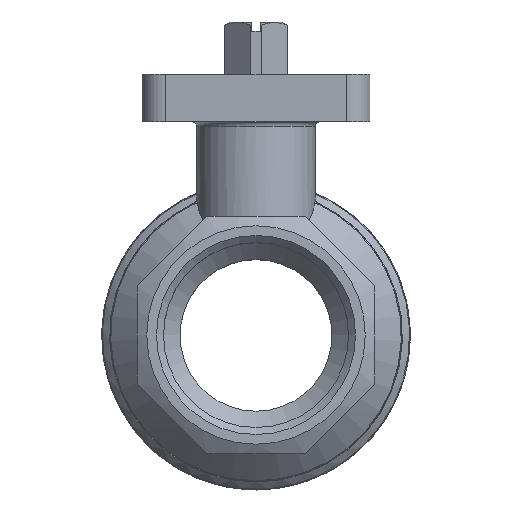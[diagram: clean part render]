
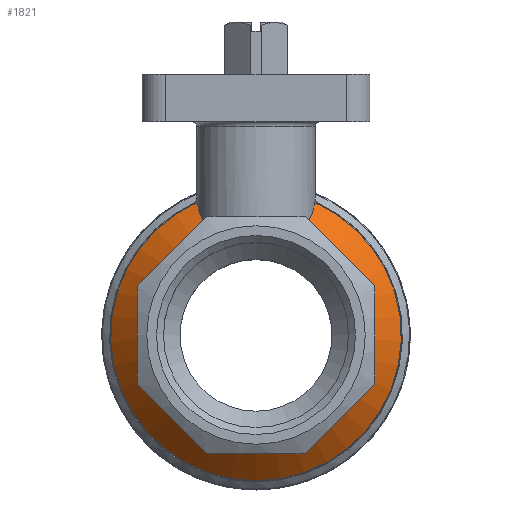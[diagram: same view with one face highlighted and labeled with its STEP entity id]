
A CAD part, top view. The second image highlights one B-rep face of the part: STEP entity #1821.
In plain terms, the highlighted conical face has half-angle 45 degrees and reference radius 24.396 mm.
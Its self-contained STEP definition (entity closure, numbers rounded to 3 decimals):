
#356=B_SPLINE_CURVE_WITH_KNOTS('',3,(#2978,#2979,#2980,#2981,#2982),
 .UNSPECIFIED.,.F.,.F.,(4,1,4),(0.001,0.005,
0.01),.UNSPECIFIED.);
#357=B_SPLINE_CURVE_WITH_KNOTS('',3,(#2984,#2985,#2986,#2987,#2988),
 .UNSPECIFIED.,.F.,.F.,(4,1,4),(0.001,0.005,
0.01),.UNSPECIFIED.);
#397=CONICAL_SURFACE('',#1982,24.396,0.785);
#613=ORIENTED_EDGE('',*,*,#1083,.F.);
#614=ORIENTED_EDGE('',*,*,#1082,.T.);
#615=ORIENTED_EDGE('',*,*,#1084,.F.);
#616=ORIENTED_EDGE('',*,*,#1085,.F.);
#1082=EDGE_CURVE('',#1307,#1308,#1418,.T.);
#1083=EDGE_CURVE('',#1307,#1309,#356,.T.);
#1084=EDGE_CURVE('',#1310,#1308,#357,.T.);
#1085=EDGE_CURVE('',#1309,#1310,#1419,.T.);
#1307=VERTEX_POINT('',#2970);
#1308=VERTEX_POINT('',#2975);
#1309=VERTEX_POINT('',#2983);
#1310=VERTEX_POINT('',#2989);
#1418=CIRCLE('',#1981,24.396);
#1419=CIRCLE('',#1983,30.604);
#1505=EDGE_LOOP('',(#613,#614,#615,#616));
#1655=FACE_BOUND('',#1505,.T.);
#1821=ADVANCED_FACE('',(#1655),#397,.T.);
#1981=AXIS2_PLACEMENT_3D('',#2976,#2322,#2323);
#1982=AXIS2_PLACEMENT_3D('',#2977,#2324,#2325);
#1983=AXIS2_PLACEMENT_3D('',#2990,#2326,#2327);
#2322=DIRECTION('',(0.,0.,-1.));
#2323=DIRECTION('',(-1.,0.,0.));
#2324=DIRECTION('',(0.,0.,-1.));
#2325=DIRECTION('',(-1.,0.,0.));
#2326=DIRECTION('',(0.,0.,-1.));
#2327=DIRECTION('',(-1.,0.,0.));
#2970=CARTESIAN_POINT('',(9.725,22.374,7.854));
#2975=CARTESIAN_POINT('',(-9.725,22.374,7.854));
#2976=CARTESIAN_POINT('',(0.,0.,7.854));
#2977=CARTESIAN_POINT('',(0.,0.,7.854));
#2978=CARTESIAN_POINT('',(9.725,22.374,7.854));
#2979=CARTESIAN_POINT('',(10.531,23.113,6.855));
#2980=CARTESIAN_POINT('',(11.723,24.866,4.758));
#2981=CARTESIAN_POINT('',(12.255,26.921,2.673));
#2982=CARTESIAN_POINT('',(12.391,27.983,1.646));
#2983=CARTESIAN_POINT('',(12.391,27.983,1.646));
#2984=CARTESIAN_POINT('',(-12.391,27.983,1.646));
#2985=CARTESIAN_POINT('',(-12.255,26.922,2.671));
#2986=CARTESIAN_POINT('',(-11.73,24.882,4.74));
#2987=CARTESIAN_POINT('',(-10.532,23.114,6.854));
#2988=CARTESIAN_POINT('',(-9.725,22.374,7.854));
#2989=CARTESIAN_POINT('',(-12.391,27.983,1.646));
#2990=CARTESIAN_POINT('',(0.,0.,1.646));
